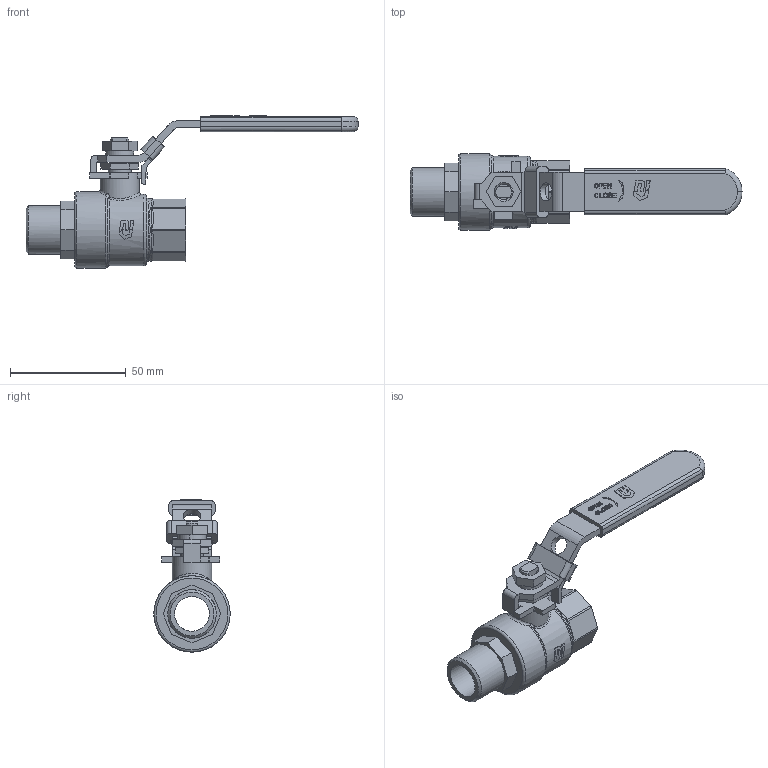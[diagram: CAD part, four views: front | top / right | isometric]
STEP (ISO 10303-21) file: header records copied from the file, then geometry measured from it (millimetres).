
FILE_DESCRIPTION(('HOOPS Exchange Step'),'2;1');
FILE_NAME('GK19_DN15.stp','2026-01-12T08:16:12+01:00',('nieru'),('Unknown organisation'),'HOOPS Exchange 2024.2','HOOPS Exchange','Unknown authorisation');
FILE_SCHEMA( ('AP203_CONFIGURATION_CONTROLLED_3D_DESIGN_OF_MECHANICAL_PARTS_AND_ASSEMBLIES_MIM_LF') );
Length unit declared in the file: millimetre
Products named in the file (2): 0; root
Assembly tree (1 placements, depth 2):
  root
    0
Bounding box: 143.5 x 33 x 65.8 mm (x, y, z)
Volume: 43760.3 mm3; surface area: 18627.5 mm2
Topology: 1 solids, 2 shells, 591 faces, 1638 edges, 1081 vertices
Faces by surface type: plane 267, bspline 230, cylinder 75, torus 11, cone 6, sphere 2
Full cylindrical faces by diameter (mm): 7.8 x1, 8 x1, 10 x1, 10.106 x1, 15 x1, 17 x1, 18.631 x1, 20.955 x1, 27 x1, 31 x1, 33 x1
Entity records: 31717 total; most frequent: CARTESIAN_POINT 18240, ORIENTED_EDGE 3276, DIRECTION 1855, EDGE_CURVE 1638, VERTEX_POINT 1081, VECTOR 835, LINE 835, B_SPLINE_CURVE_WITH_KNOTS 649
